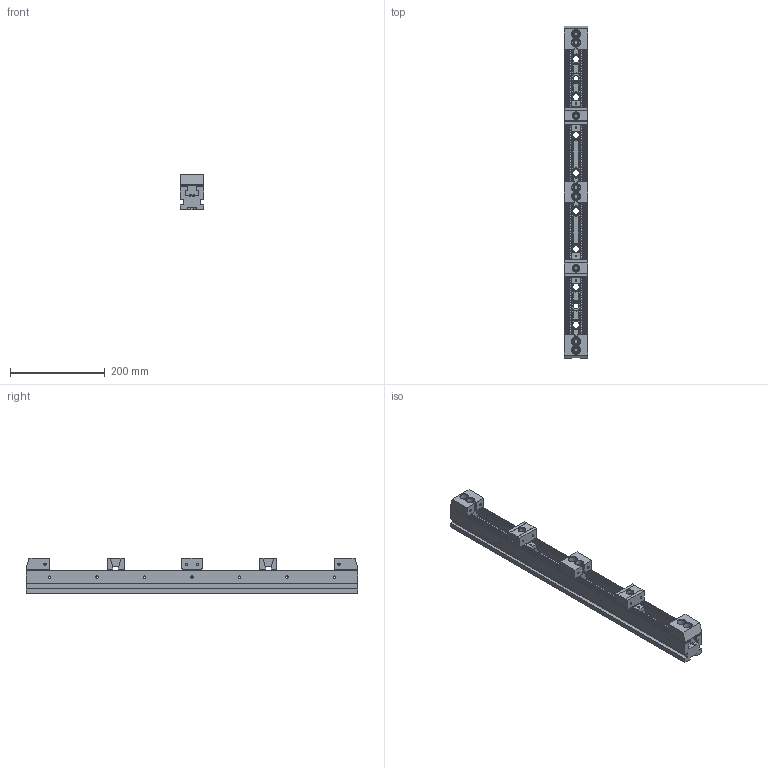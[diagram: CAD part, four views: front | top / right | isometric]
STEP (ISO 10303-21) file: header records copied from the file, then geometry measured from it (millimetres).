
FILE_DESCRIPTION( ( 'Unknown' ), '1' );
FILE_NAME( 'SVF-B-5070-80(4).stp', 'Unknown', ( 'Unknown' ), ( 'Unknown' ), 'PSStep 17.0.49', 'Unknown', ' ' );
FILE_SCHEMA( ( 'AUTOMOTIVE_DESIGN { 1 0 10303 214 1 1 1 1 }' ) );
Length unit declared in the file: millimetre
Products named in the file (14): SVF-AB04-50; 1-SVF-AB04-50-2; 1-SVF-AB04-50-1; SVF-B02-50; 1-SVF-B02-50-1; 1-SVF-ABT-50-2; 3-SVF-B02-AB04-50; SVF-B01-50; 1-SVF-B01-50-1; 1-SVF-B01-50-2; SVF-AB02-50; 1-SVF-AB02-50-1; Assem1; SVF-AB01-5070-080
Assembly tree (17 placements, depth 4):
  Assem1
    SVF-AB01-5070-080
    SVF-B01-50
      1-SVF-B01-50-1
      1-SVF-B01-50-2
    3-SVF-B02-AB04-50  x2
      SVF-AB04-50
        1-SVF-AB04-50-2
        1-SVF-AB04-50-1
      SVF-B02-50
        1-SVF-B02-50-1
        1-SVF-ABT-50-2
    SVF-AB02-50  x2
      1-SVF-AB02-50-1
      1-SVF-B01-50-2
Bounding box: 50 x 700 x 74.75 mm (x, y, z)
Volume: 1511393.4 mm3; surface area: 323294.4 mm2
Topology: 19 solids, 19 shells, 4000 faces, 11871 edges, 7900 vertices
Faces by surface type: plane 3694, cylinder 156, cone 150
Full cylindrical faces by diameter (mm): 3.3 x8, 4.2 x24, 5 x24, 5.5 x8, 6.8 x2, 8.5 x8, 9 x8, 11 x6, 12 x2, 14 x10, 17 x6, 20 x10
Entity records: 145284 total; most frequent: CARTESIAN_POINT 21531, ORIENTED_EDGE 20824, DIRECTION 17828, EDGE_CURVE 10412, LINE 9948, VECTOR 9948, VERTEX_POINT 7003, AXIS2_PLACEMENT_3D 3940
